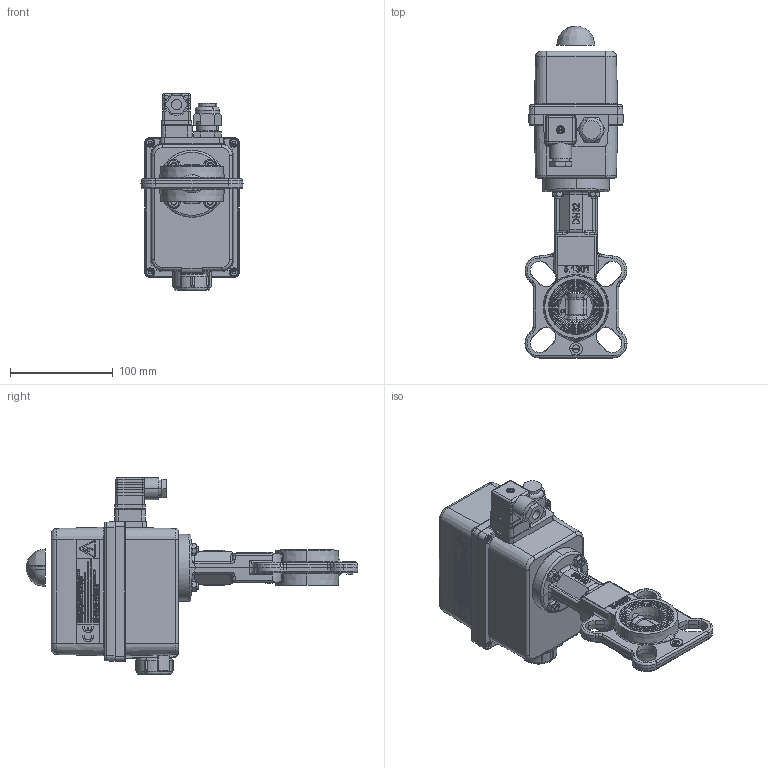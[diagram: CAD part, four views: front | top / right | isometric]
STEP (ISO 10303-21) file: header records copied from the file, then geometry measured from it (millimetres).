
FILE_DESCRIPTION (( 'STEP AP214' ), '1' );
FILE_NAME ('35200N2SS.STEP', '2024-04-03T08:40:17', ( '' ), ( '' ), 'SwSTEP 2.0', 'SolidWorks 2023', '' );
FILE_SCHEMA (( 'AUTOMOTIVE_DESIGN' ));
Products named in the file (1): 35200N2SS
Bounding box: 99.23 x 322.92 x 191.55 mm (x, y, z)
Surface area: 146341.2 mm2 (no closed solid volume)
Topology: 0 solids, 317 shells, 1526 faces, 9766 edges, 8461 vertices
Faces by surface type: plane 865, cylinder 245, bspline 193, cone 138, torus 71, sphere 14
Entity records: 126028 total; most frequent: CARTESIAN_POINT 59254, ORIENTED_EDGE 12446, DIRECTION 10730, EDGE_CURVE 9749, VERTEX_POINT 8461, VECTOR 6268, LINE 6268, B_SPLINE_CURVE_WITH_KNOTS 2442
